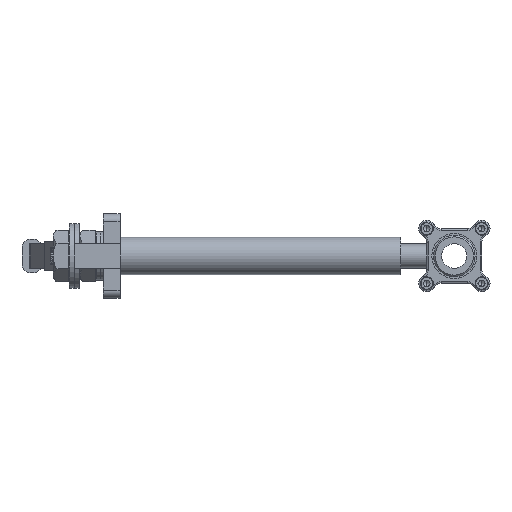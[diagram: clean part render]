
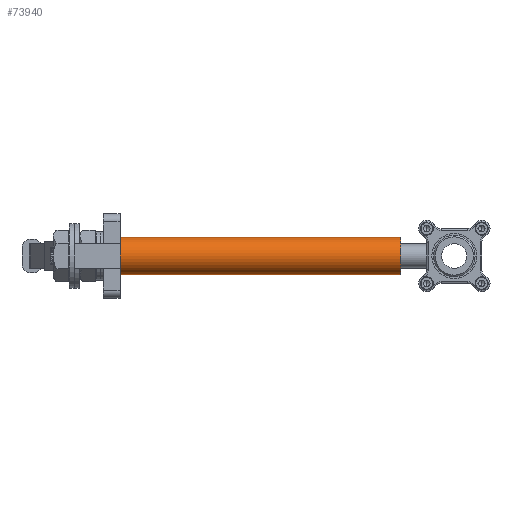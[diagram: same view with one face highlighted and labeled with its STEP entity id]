
A CAD part, left-side view. The second image highlights one B-rep face of the part: STEP entity #73940.
In plain terms, the highlighted cylindrical face has radius 11.267 mm (diameter 22.533 mm), a partial arc.
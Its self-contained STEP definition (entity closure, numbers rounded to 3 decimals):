
#880 = ORIENTED_EDGE ( 'NONE', *, *, #49175, .F. ) ;
#4101 = DIRECTION ( 'NONE',  ( 0., -1., 0. ) ) ;
#8071 = CARTESIAN_POINT ( 'NONE',  ( 0., 32.17, 0. ) ) ;
#15944 = CARTESIAN_POINT ( 'NONE',  ( 0., 32.17, 11.267 ) ) ;
#21121 = CARTESIAN_POINT ( 'NONE',  ( 0., 0., 11.267 ) ) ;
#22833 = DIRECTION ( 'NONE',  ( 0., -1., 0. ) ) ;
#23812 = CYLINDRICAL_SURFACE ( 'NONE', #66730, 11.267 ) ;
#24539 = EDGE_CURVE ( 'NONE', #71092, #77372, #75171, .T. ) ;
#28681 = AXIS2_PLACEMENT_3D ( 'NONE', #37988, #22833, #84471 ) ;
#30903 = DIRECTION ( 'NONE',  ( 0., 0., -1. ) ) ;
#31201 = VECTOR ( 'NONE', #77495, 1000. ) ;
#32007 = VERTEX_POINT ( 'NONE', #60406 ) ;
#33508 = CIRCLE ( 'NONE', #89973, 11.267 ) ;
#35832 = EDGE_LOOP ( 'NONE', ( #87774, #92368, #82208, #880 ) ) ;
#37988 = CARTESIAN_POINT ( 'NONE',  ( 0., 201., 0. ) ) ;
#43543 = VERTEX_POINT ( 'NONE', #52814 ) ;
#45553 = DIRECTION ( 'NONE',  ( 0., -1., 0. ) ) ;
#49175 = EDGE_CURVE ( 'NONE', #77372, #32007, #33508, .T. ) ;
#51012 = EDGE_CURVE ( 'NONE', #71092, #43543, #54484, .T. ) ;
#52814 = CARTESIAN_POINT ( 'NONE',  ( 0., 201., -11.267 ) ) ;
#54484 = CIRCLE ( 'NONE', #28681, 11.267 ) ;
#54614 = CARTESIAN_POINT ( 'NONE',  ( 0., 0., 0. ) ) ;
#60329 = CARTESIAN_POINT ( 'NONE',  ( 0., 201., 11.267 ) ) ;
#60406 = CARTESIAN_POINT ( 'NONE',  ( 0., 32.17, -11.267 ) ) ;
#61177 = VECTOR ( 'NONE', #4101, 1000. ) ;
#66730 = AXIS2_PLACEMENT_3D ( 'NONE', #54614, #45553, #30903 ) ;
#68197 = DIRECTION ( 'NONE',  ( 0., -1., 0. ) ) ;
#68286 = FACE_OUTER_BOUND ( 'NONE', #35832, .T. ) ;
#68915 = CARTESIAN_POINT ( 'NONE',  ( 0., 0., -11.267 ) ) ;
#71092 = VERTEX_POINT ( 'NONE', #60329 ) ;
#71634 = EDGE_CURVE ( 'NONE', #43543, #32007, #84086, .T. ) ;
#73940 = ADVANCED_FACE ( 'NONE', ( #68286 ), #23812, .T. ) ;
#75171 = LINE ( 'NONE', #21121, #61177 ) ;
#77372 = VERTEX_POINT ( 'NONE', #15944 ) ;
#77495 = DIRECTION ( 'NONE',  ( 0., -1., 0. ) ) ;
#82208 = ORIENTED_EDGE ( 'NONE', *, *, #71634, .T. ) ;
#84086 = LINE ( 'NONE', #68915, #31201 ) ;
#84369 = DIRECTION ( 'NONE',  ( 0., 0., -1. ) ) ;
#84471 = DIRECTION ( 'NONE',  ( 0., 0., -1. ) ) ;
#87774 = ORIENTED_EDGE ( 'NONE', *, *, #24539, .F. ) ;
#89973 = AXIS2_PLACEMENT_3D ( 'NONE', #8071, #68197, #84369 ) ;
#92368 = ORIENTED_EDGE ( 'NONE', *, *, #51012, .T. ) ;
